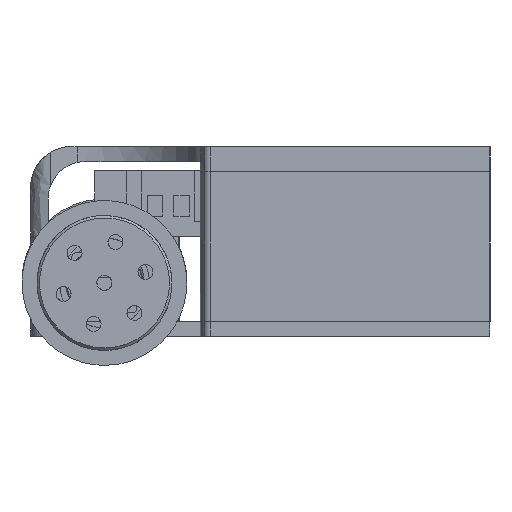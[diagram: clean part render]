
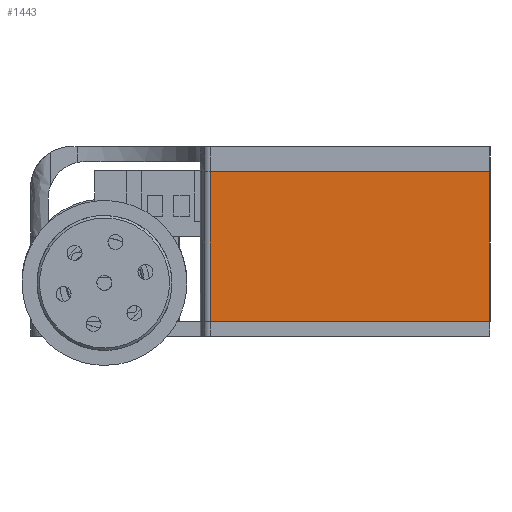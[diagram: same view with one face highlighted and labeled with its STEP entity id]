
A CAD part, left-side view. The second image highlights one B-rep face of the part: STEP entity #1443.
In plain terms, the highlighted free-form (B-spline) face has degree [1, 1] with [2, 2] control points.
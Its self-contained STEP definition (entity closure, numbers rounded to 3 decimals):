
#350 = VERTEX_POINT('',#351);
#351 = CARTESIAN_POINT('',(1.23,-17.161,
    20.85));
#356 = EDGE_CURVE('',#357,#350,#359,.T.);
#357 = VERTEX_POINT('',#358);
#358 = CARTESIAN_POINT('',(1.23,51.712,
    20.85));
#359 = B_SPLINE_CURVE_WITH_KNOTS('',1,(#360,#361),.UNSPECIFIED.,.F.,.F.,
  (2,2),(-17.007,38.993),.PIECEWISE_BEZIER_KNOTS.);
#360 = CARTESIAN_POINT('',(1.23,51.712,
    20.85));
#361 = CARTESIAN_POINT('',(1.23,-17.161,
    20.85));
#706 = EDGE_CURVE('',#357,#707,#709,.T.);
#707 = VERTEX_POINT('',#708);
#708 = CARTESIAN_POINT('',(1.23,51.712,
    57.746));
#709 = B_SPLINE_CURVE_WITH_KNOTS('',1,(#710,#711),.UNSPECIFIED.,.F.,.F.,
  (2,2),(3.,33.),.PIECEWISE_BEZIER_KNOTS.);
#710 = CARTESIAN_POINT('',(1.23,51.712,
    20.85));
#711 = CARTESIAN_POINT('',(1.23,51.712,
    57.746));
#899 = EDGE_CURVE('',#707,#900,#902,.T.);
#900 = VERTEX_POINT('',#901);
#901 = CARTESIAN_POINT('',(1.23,-17.161,
    57.746));
#902 = B_SPLINE_CURVE_WITH_KNOTS('',1,(#903,#904),.UNSPECIFIED.,.F.,.F.,
  (2,2),(-6.323,49.677),.PIECEWISE_BEZIER_KNOTS.);
#903 = CARTESIAN_POINT('',(1.23,51.712,
    57.746));
#904 = CARTESIAN_POINT('',(1.23,-17.161,
    57.746));
#1443 = ADVANCED_FACE('',(#1444),#1454,.F.);
#1444 = FACE_BOUND('',#1445,.T.);
#1445 = EDGE_LOOP('',(#1446,#1447,#1452,#1453));
#1446 = ORIENTED_EDGE('',*,*,#356,.T.);
#1447 = ORIENTED_EDGE('',*,*,#1448,.T.);
#1448 = EDGE_CURVE('',#350,#900,#1449,.T.);
#1449 = B_SPLINE_CURVE_WITH_KNOTS('',1,(#1450,#1451),.UNSPECIFIED.,.F.,
  .F.,(2,2),(-30.,0.),.PIECEWISE_BEZIER_KNOTS.);
#1450 = CARTESIAN_POINT('',(1.23,-17.161,
    20.85));
#1451 = CARTESIAN_POINT('',(1.23,-17.161,
    57.746));
#1452 = ORIENTED_EDGE('',*,*,#899,.F.);
#1453 = ORIENTED_EDGE('',*,*,#706,.F.);
#1454 = B_SPLINE_SURFACE_WITH_KNOTS('',1,1,(
    (#1455,#1456)
    ,(#1457,#1458
    )),.UNSPECIFIED.,.F.,.F.,.F.,(2,2),(2,2),(6.987,62.987
    ),(0.,30.),.PIECEWISE_BEZIER_KNOTS.);
#1455 = CARTESIAN_POINT('',(1.23,51.712,
    57.746));
#1456 = CARTESIAN_POINT('',(1.23,51.712,
    20.85));
#1457 = CARTESIAN_POINT('',(1.23,-17.161,
    57.746));
#1458 = CARTESIAN_POINT('',(1.23,-17.161,
    20.85));
